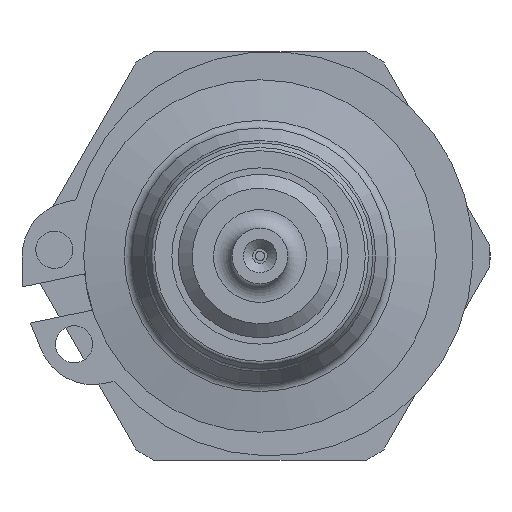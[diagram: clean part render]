
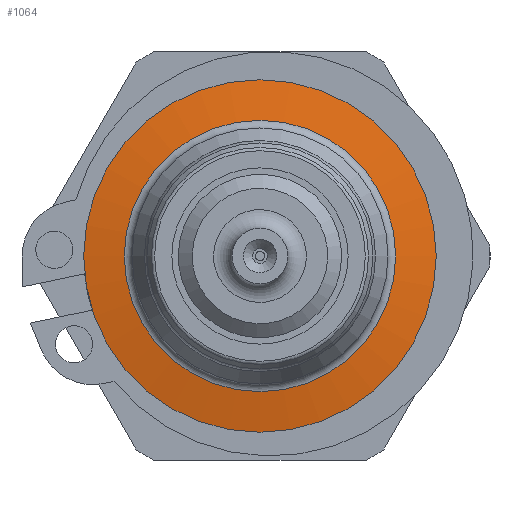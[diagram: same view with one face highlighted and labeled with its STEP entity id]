
A CAD part, left-side view. The second image highlights one B-rep face of the part: STEP entity #1064.
In plain terms, the highlighted conical face has half-angle 80 degrees and reference radius 10.45 mm.
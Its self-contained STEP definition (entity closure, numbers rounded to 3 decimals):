
#16=CONICAL_SURFACE('',#1197,10.45,1.396);
#68=LINE('',#1790,#140);
#140=VECTOR('',#1457,10.45);
#297=FACE_OUTER_BOUND('',#367,.T.);
#367=EDGE_LOOP('',(#868,#869,#870,#871,#872,#873));
#446=CIRCLE('',#1190,7.313);
#450=CIRCLE('',#1194,7.313);
#452=CIRCLE('',#1198,9.5);
#453=CIRCLE('',#1199,9.5);
#538=VERTEX_POINT('',#1773);
#539=VERTEX_POINT('',#1774);
#543=VERTEX_POINT('',#1787);
#544=VERTEX_POINT('',#1788);
#654=EDGE_CURVE('',#538,#539,#446,.T.);
#658=EDGE_CURVE('',#539,#538,#450,.T.);
#661=EDGE_CURVE('',#543,#544,#452,.T.);
#662=EDGE_CURVE('',#544,#538,#68,.T.);
#663=EDGE_CURVE('',#544,#543,#453,.T.);
#868=ORIENTED_EDGE('',*,*,#661,.T.);
#869=ORIENTED_EDGE('',*,*,#662,.T.);
#870=ORIENTED_EDGE('',*,*,#658,.F.);
#871=ORIENTED_EDGE('',*,*,#654,.F.);
#872=ORIENTED_EDGE('',*,*,#662,.F.);
#873=ORIENTED_EDGE('',*,*,#663,.T.);
#1064=ADVANCED_FACE('',(#297),#16,.T.);
#1190=AXIS2_PLACEMENT_3D('',#1775,#1438,#1439);
#1194=AXIS2_PLACEMENT_3D('',#1781,#1446,#1447);
#1197=AXIS2_PLACEMENT_3D('',#1786,#1453,#1454);
#1198=AXIS2_PLACEMENT_3D('',#1789,#1455,#1456);
#1199=AXIS2_PLACEMENT_3D('',#1791,#1458,#1459);
#1438=DIRECTION('center_axis',(-1.,0.,0.));
#1439=DIRECTION('ref_axis',(0.,-1.,0.));
#1446=DIRECTION('center_axis',(-1.,0.,0.));
#1447=DIRECTION('ref_axis',(0.,-1.,0.));
#1453=DIRECTION('center_axis',(1.,0.,0.));
#1454=DIRECTION('ref_axis',(0.,1.,0.));
#1455=DIRECTION('center_axis',(-1.,0.,0.));
#1456=DIRECTION('ref_axis',(0.,-1.,0.));
#1457=DIRECTION('',(-0.174,0.985,0.));
#1458=DIRECTION('center_axis',(-1.,0.,0.));
#1459=DIRECTION('ref_axis',(0.,-1.,0.));
#1773=CARTESIAN_POINT('',(19.073,-7.313,0.));
#1774=CARTESIAN_POINT('',(19.073,0.,-7.313));
#1775=CARTESIAN_POINT('Origin',(19.073,0.,0.));
#1781=CARTESIAN_POINT('Origin',(19.073,0.,0.));
#1786=CARTESIAN_POINT('Origin',(19.626,0.,0.));
#1787=CARTESIAN_POINT('',(19.458,9.5,0.));
#1788=CARTESIAN_POINT('',(19.458,-9.5,0.));
#1789=CARTESIAN_POINT('Origin',(19.458,0.,0.));
#1790=CARTESIAN_POINT('',(19.626,-10.45,0.));
#1791=CARTESIAN_POINT('Origin',(19.458,0.,0.));
